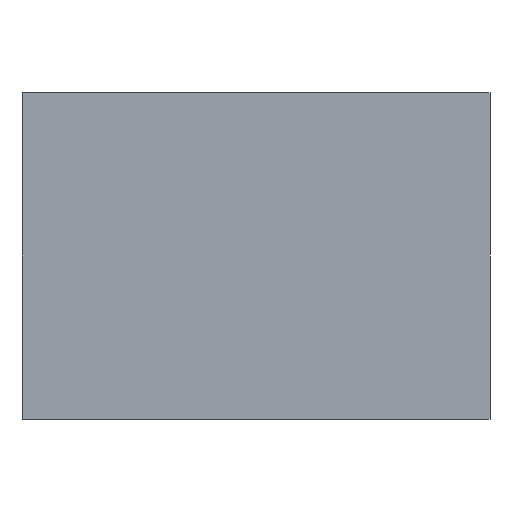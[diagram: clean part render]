
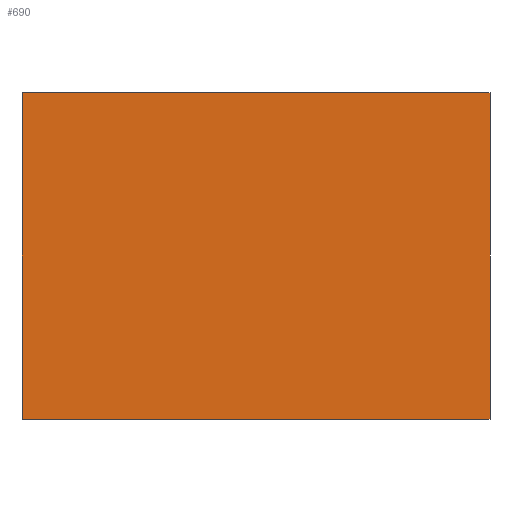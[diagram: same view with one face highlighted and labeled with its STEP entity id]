
A CAD part, left-side view. The second image highlights one B-rep face of the part: STEP entity #690.
In plain terms, the highlighted planar face has unit normal (-1, 0, 0).
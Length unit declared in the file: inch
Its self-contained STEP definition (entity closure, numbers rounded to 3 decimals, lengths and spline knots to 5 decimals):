
#41 = LINE ( 'NONE', #1673, #502 ) ;
#156 = PLANE ( 'NONE',  #1385 ) ;
#164 = DIRECTION ( 'NONE',  ( 0., -1., 0. ) ) ;
#212 = CARTESIAN_POINT ( 'NONE',  ( 0., 0.895, 0.3125 ) ) ;
#272 = ORIENTED_EDGE ( 'NONE', *, *, #2359, .T. ) ;
#415 = EDGE_CURVE ( 'NONE', #957, #1986, #41, .T. ) ;
#446 = LINE ( 'NONE', #1121, #821 ) ;
#452 = ORIENTED_EDGE ( 'NONE', *, *, #415, .F. ) ;
#502 = VECTOR ( 'NONE', #164, 39.37008 ) ;
#523 = ORIENTED_EDGE ( 'NONE', *, *, #1452, .F. ) ;
#528 = CARTESIAN_POINT ( 'NONE',  ( 0., 0.895, 0.3125 ) ) ;
#629 = EDGE_CURVE ( 'NONE', #957, #874, #1908, .T. ) ;
#690 = ADVANCED_FACE ( 'NONE', ( #2107 ), #156, .F. ) ;
#715 = DIRECTION ( 'NONE',  ( 0., 0., -1. ) ) ;
#728 = DIRECTION ( 'NONE',  ( 0., 1., 0. ) ) ;
#786 = VECTOR ( 'NONE', #2390, 39.37008 ) ;
#821 = VECTOR ( 'NONE', #715, 39.37008 ) ;
#845 = VERTEX_POINT ( 'NONE', #1485 ) ;
#874 = VERTEX_POINT ( 'NONE', #2343 ) ;
#957 = VERTEX_POINT ( 'NONE', #212 ) ;
#1121 = CARTESIAN_POINT ( 'NONE',  ( 0., 0., 0.3125 ) ) ;
#1136 = CARTESIAN_POINT ( 'NONE',  ( 0., 0.895, 0.3125 ) ) ;
#1261 = CARTESIAN_POINT ( 'NONE',  ( 0., 0.895, -0.3125 ) ) ;
#1283 = LINE ( 'NONE', #1261, #786 ) ;
#1385 = AXIS2_PLACEMENT_3D ( 'NONE', #528, #2414, #728 ) ;
#1426 = EDGE_LOOP ( 'NONE', ( #272, #523, #452, #1587 ) ) ;
#1452 = EDGE_CURVE ( 'NONE', #1986, #845, #446, .T. ) ;
#1485 = CARTESIAN_POINT ( 'NONE',  ( 0., 0., -0.3125 ) ) ;
#1587 = ORIENTED_EDGE ( 'NONE', *, *, #629, .T. ) ;
#1673 = CARTESIAN_POINT ( 'NONE',  ( 0., 0.895, 0.3125 ) ) ;
#1786 = CARTESIAN_POINT ( 'NONE',  ( 0., 0., 0.3125 ) ) ;
#1876 = DIRECTION ( 'NONE',  ( 0., 0., -1. ) ) ;
#1908 = LINE ( 'NONE', #1136, #2287 ) ;
#1986 = VERTEX_POINT ( 'NONE', #1786 ) ;
#2107 = FACE_OUTER_BOUND ( 'NONE', #1426, .T. ) ;
#2287 = VECTOR ( 'NONE', #1876, 39.37008 ) ;
#2343 = CARTESIAN_POINT ( 'NONE',  ( 0., 0.895, -0.3125 ) ) ;
#2359 = EDGE_CURVE ( 'NONE', #874, #845, #1283, .T. ) ;
#2390 = DIRECTION ( 'NONE',  ( 0., -1., 0. ) ) ;
#2414 = DIRECTION ( 'NONE',  ( 1., 0., 0. ) ) ;
